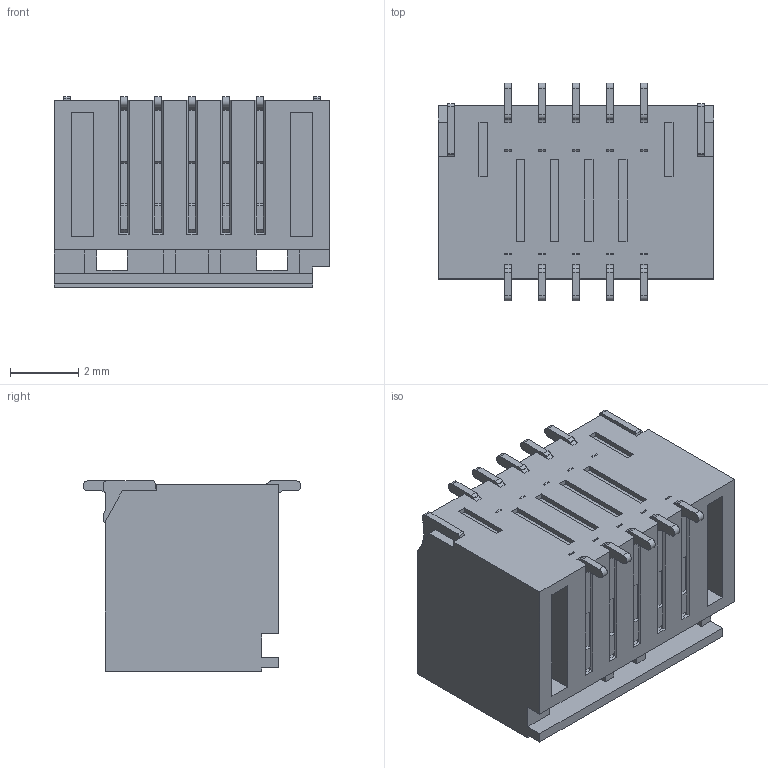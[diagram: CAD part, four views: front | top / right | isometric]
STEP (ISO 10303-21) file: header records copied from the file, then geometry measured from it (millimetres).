
FILE_DESCRIPTION (( 'STEP AP214' ), '1' );
FILE_NAME ('FWF10004-D10B14W5M-REF.STEP', '2025-05-07T06:46:27', ( '' ), ( '' ), 'SwSTEP 2.0', 'SolidWorks 2021', '' );
FILE_SCHEMA (( 'AUTOMOTIVE_DESIGN' ));
Length unit declared in the file: millimetre
Products named in the file (1): FWF10004-D10B14W5M-REF
Bounding box: 8.1 x 6.4 x 5.6 mm (x, y, z)
Volume: 135.5 mm3; surface area: 386.6 mm2
Topology: 1 solids, 6 shells, 501 faces, 1301 edges, 832 vertices
Faces by surface type: plane 419, cylinder 82
Entity records: 15051 total; most frequent: CARTESIAN_POINT 2635, ORIENTED_EDGE 2602, DIRECTION 2477, EDGE_CURVE 1301, LINE 1129, VECTOR 1129, VERTEX_POINT 832, AXIS2_PLACEMENT_3D 674
